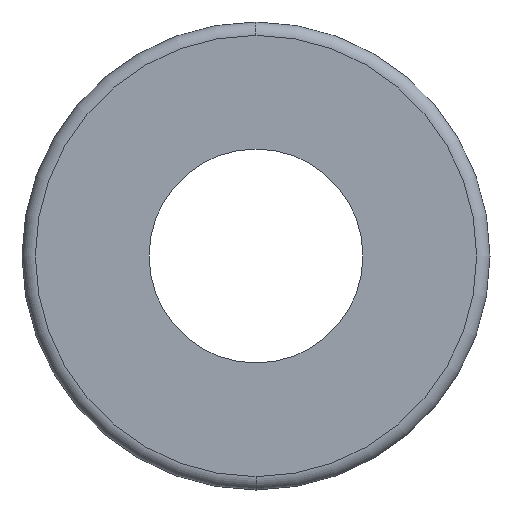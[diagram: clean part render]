
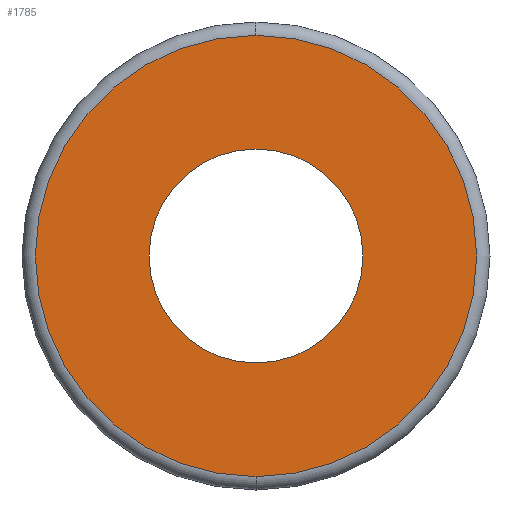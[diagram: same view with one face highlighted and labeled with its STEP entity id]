
A CAD part, left-side view. The second image highlights one B-rep face of the part: STEP entity #1785.
In plain terms, the highlighted planar face has unit normal (-1, 0, 0).
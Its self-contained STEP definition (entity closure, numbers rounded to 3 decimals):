
#5 = DIRECTION ( 'NONE',  ( 0., 0., 1. ) ) ;
#104 = AXIS2_PLACEMENT_3D ( 'NONE', #1726, #1175, #1074 ) ;
#115 = PLANE ( 'NONE',  #1547 ) ;
#119 = EDGE_CURVE ( 'NONE', #1989, #1502, #655, .T. ) ;
#265 = ORIENTED_EDGE ( 'NONE', *, *, #1351, .T. ) ;
#305 = CARTESIAN_POINT ( 'NONE',  ( -9.524, 0., 4. ) ) ;
#306 = EDGE_CURVE ( 'NONE', #403, #984, #1548, .T. ) ;
#347 = CARTESIAN_POINT ( 'NONE',  ( -9.524, 0., 0. ) ) ;
#403 = VERTEX_POINT ( 'NONE', #305 ) ;
#422 = FACE_BOUND ( 'NONE', #542, .T. ) ;
#443 = CARTESIAN_POINT ( 'NONE',  ( -9.524, 8.75, 0. ) ) ;
#542 = EDGE_LOOP ( 'NONE', ( #1021, #955 ) ) ;
#597 = ORIENTED_EDGE ( 'NONE', *, *, #119, .T. ) ;
#647 = EDGE_LOOP ( 'NONE', ( #597, #265 ) ) ;
#655 = CIRCLE ( 'NONE', #104, 8.25 ) ;
#659 = AXIS2_PLACEMENT_3D ( 'NONE', #347, #1417, #1252 ) ;
#701 = CARTESIAN_POINT ( 'NONE',  ( -9.524, 0., -4. ) ) ;
#727 = FACE_OUTER_BOUND ( 'NONE', #647, .T. ) ;
#741 = DIRECTION ( 'NONE',  ( 1., 0., 0. ) ) ;
#955 = ORIENTED_EDGE ( 'NONE', *, *, #1215, .F. ) ;
#984 = VERTEX_POINT ( 'NONE', #701 ) ;
#1021 = ORIENTED_EDGE ( 'NONE', *, *, #306, .F. ) ;
#1074 = DIRECTION ( 'NONE',  ( 0., 0., -1. ) ) ;
#1077 = DIRECTION ( 'NONE',  ( 0., 0., 1. ) ) ;
#1132 = CARTESIAN_POINT ( 'NONE',  ( -9.524, 0., 8.25 ) ) ;
#1175 = DIRECTION ( 'NONE',  ( -1., 0., 0. ) ) ;
#1179 = AXIS2_PLACEMENT_3D ( 'NONE', #1400, #1569, #5 ) ;
#1215 = EDGE_CURVE ( 'NONE', #984, #403, #1443, .T. ) ;
#1252 = DIRECTION ( 'NONE',  ( 0., 0., -1. ) ) ;
#1259 = CARTESIAN_POINT ( 'NONE',  ( -9.524, 0., -8.25 ) ) ;
#1309 = AXIS2_PLACEMENT_3D ( 'NONE', #1401, #1876, #1077 ) ;
#1351 = EDGE_CURVE ( 'NONE', #1502, #1989, #1549, .T. ) ;
#1400 = CARTESIAN_POINT ( 'NONE',  ( -9.524, 0., 0. ) ) ;
#1401 = CARTESIAN_POINT ( 'NONE',  ( -9.524, 0., 0. ) ) ;
#1417 = DIRECTION ( 'NONE',  ( -1., 0., 0. ) ) ;
#1443 = CIRCLE ( 'NONE', #1179, 4. ) ;
#1502 = VERTEX_POINT ( 'NONE', #1132 ) ;
#1547 = AXIS2_PLACEMENT_3D ( 'NONE', #443, #741, #2008 ) ;
#1548 = CIRCLE ( 'NONE', #1309, 4. ) ;
#1549 = CIRCLE ( 'NONE', #659, 8.25 ) ;
#1569 = DIRECTION ( 'NONE',  ( -1., 0., 0. ) ) ;
#1726 = CARTESIAN_POINT ( 'NONE',  ( -9.524, 0., 0. ) ) ;
#1785 = ADVANCED_FACE ( 'NONE', ( #727, #422 ), #115, .F. ) ;
#1876 = DIRECTION ( 'NONE',  ( -1., 0., 0. ) ) ;
#1989 = VERTEX_POINT ( 'NONE', #1259 ) ;
#2008 = DIRECTION ( 'NONE',  ( 0., 0., -1. ) ) ;
